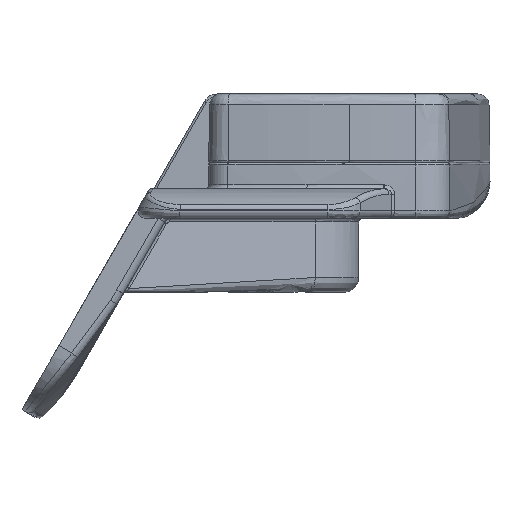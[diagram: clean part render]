
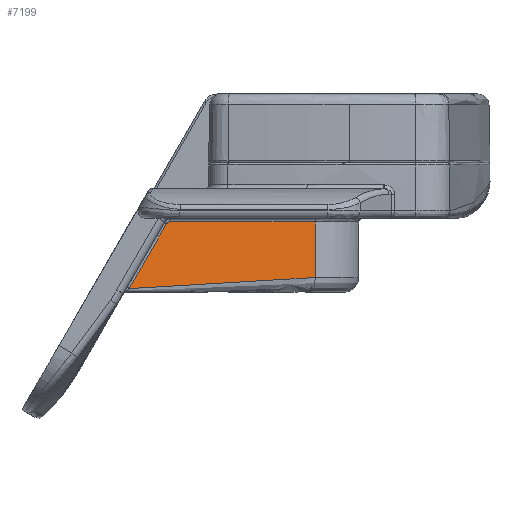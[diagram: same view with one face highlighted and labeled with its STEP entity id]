
A CAD part, left-side view. The second image highlights one B-rep face of the part: STEP entity #7199.
In plain terms, the highlighted planar face has unit normal (-0.94, -0.342, 0).
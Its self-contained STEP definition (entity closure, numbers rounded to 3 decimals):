
#648 = EDGE_LOOP ( 'NONE', ( #1382, #11004, #6881, #15928, #1300 ) ) ;
#854 = CARTESIAN_POINT ( 'NONE',  ( -8.457, -3.078, -17.5 ) ) ;
#1155 = LINE ( 'NONE', #11125, #14301 ) ;
#1300 = ORIENTED_EDGE ( 'NONE', *, *, #9769, .F. ) ;
#1382 = ORIENTED_EDGE ( 'NONE', *, *, #2741, .T. ) ;
#1396 = DIRECTION ( 'NONE',  ( -0.342, 0.94, 0. ) ) ;
#2356 = VERTEX_POINT ( 'NONE', #8570 ) ;
#2682 = LINE ( 'NONE', #9824, #15828 ) ;
#2741 = EDGE_CURVE ( 'NONE', #2356, #13464, #2682, .T. ) ;
#3124 = VERTEX_POINT ( 'NONE', #10110 ) ;
#3343 = CARTESIAN_POINT ( 'NONE',  ( -15.721, 16.879, -8.112 ) ) ;
#4664 = CARTESIAN_POINT ( 'NONE',  ( -15.743, 16.94, -8.173 ) ) ;
#5871 = VERTEX_POINT ( 'NONE', #7897 ) ;
#6163 = CARTESIAN_POINT ( 'NONE',  ( -15.602, 16.552, -8. ) ) ;
#6775 = DIRECTION ( 'NONE',  ( 0.94, 0.342, 0. ) ) ;
#6881 = ORIENTED_EDGE ( 'NONE', *, *, #10367, .F. ) ;
#7189 = VERTEX_POINT ( 'NONE', #12431 ) ;
#7199 = ADVANCED_FACE ( 'NONE', ( #13373 ), #16664, .F. ) ;
#7897 = CARTESIAN_POINT ( 'NONE',  ( -15.76, 16.985, -8.25 ) ) ;
#8401 = DIRECTION ( 'NONE',  ( 0.179, -0.492, 0.852 ) ) ;
#8570 = CARTESIAN_POINT ( 'NONE',  ( -8.457, -3.078, -8. ) ) ;
#9361 = VECTOR ( 'NONE', #13300, 1000. ) ;
#9468 = AXIS2_PLACEMENT_3D ( 'NONE', #13755, #6775, #12375 ) ;
#9560 = B_SPLINE_CURVE_WITH_KNOTS ( 'NONE', 3,
 ( #11327, #12582, #11441, #15479 ),
 .UNSPECIFIED., .F., .F.,
 ( 4, 4 ),
 ( 0., 1. ),
 .UNSPECIFIED. ) ;
#9769 = EDGE_CURVE ( 'NONE', #2356, #7189, #16266, .T. ) ;
#9824 = CARTESIAN_POINT ( 'NONE',  ( -20.497, 30., -8. ) ) ;
#10110 = CARTESIAN_POINT ( 'NONE',  ( -17.598, 22.035, -16.997 ) ) ;
#10217 = CARTESIAN_POINT ( 'NONE',  ( -15.602, 16.552, -8. ) ) ;
#10367 = EDGE_CURVE ( 'NONE', #3124, #5871, #1155, .T. ) ;
#11004 = ORIENTED_EDGE ( 'NONE', *, *, #13559, .T. ) ;
#11071 = EDGE_CURVE ( 'NONE', #7189, #3124, #9560, .T. ) ;
#11125 = CARTESIAN_POINT ( 'NONE',  ( -17.598, 22.035, -16.997 ) ) ;
#11327 = CARTESIAN_POINT ( 'NONE',  ( -8.457, -3.078, -15.5 ) ) ;
#11441 = CARTESIAN_POINT ( 'NONE',  ( -14.551, 13.664, -16.92 ) ) ;
#12375 = DIRECTION ( 'NONE',  ( -0.342, 0.94, 0. ) ) ;
#12431 = CARTESIAN_POINT ( 'NONE',  ( -8.457, -3.078, -15.5 ) ) ;
#12582 = CARTESIAN_POINT ( 'NONE',  ( -11.504, 5.293, -15.5 ) ) ;
#13096 = CARTESIAN_POINT ( 'NONE',  ( -15.635, 16.642, -8. ) ) ;
#13300 = DIRECTION ( 'NONE',  ( 0., 0., -1. ) ) ;
#13373 = FACE_OUTER_BOUND ( 'NONE', #648, .T. ) ;
#13464 = VERTEX_POINT ( 'NONE', #6163 ) ;
#13559 = EDGE_CURVE ( 'NONE', #13464, #5871, #17871, .T. ) ;
#13755 = CARTESIAN_POINT ( 'NONE',  ( -20.497, 30., 27.701 ) ) ;
#14301 = VECTOR ( 'NONE', #8401, 1000. ) ;
#14409 = CARTESIAN_POINT ( 'NONE',  ( -15.665, 16.724, -8.022 ) ) ;
#15479 = CARTESIAN_POINT ( 'NONE',  ( -17.598, 22.035, -16.997 ) ) ;
#15828 = VECTOR ( 'NONE', #1396, 1000. ) ;
#15928 = ORIENTED_EDGE ( 'NONE', *, *, #11071, .F. ) ;
#16266 = LINE ( 'NONE', #854, #9361 ) ;
#16664 = PLANE ( 'NONE',  #9468 ) ;
#17197 = CARTESIAN_POINT ( 'NONE',  ( -15.76, 16.985, -8.25 ) ) ;
#17871 = B_SPLINE_CURVE_WITH_KNOTS ( 'NONE', 3,
 ( #10217, #13096, #14409, #3343, #4664, #17197 ),
 .UNSPECIFIED., .F., .F.,
 ( 4, 2, 4 ),
 ( 0., 0.5, 1. ),
 .UNSPECIFIED. ) ;
